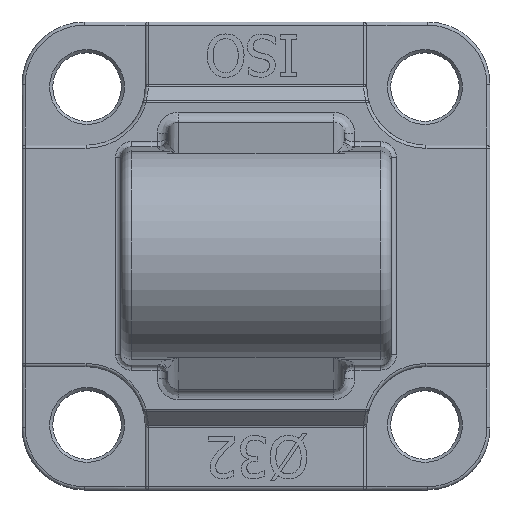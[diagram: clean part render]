
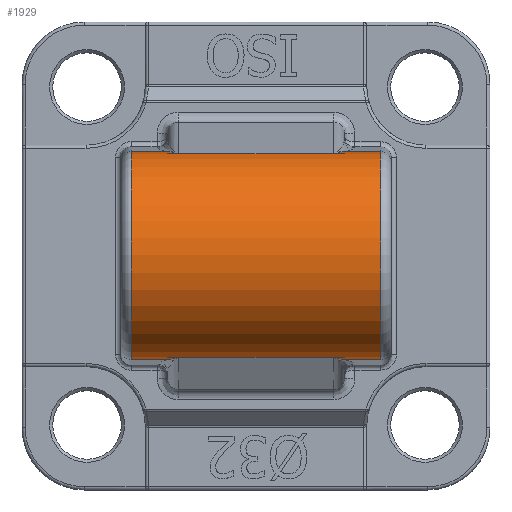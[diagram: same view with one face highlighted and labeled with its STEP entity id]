
A CAD part, top view. The second image highlights one B-rep face of the part: STEP entity #1929.
In plain terms, the highlighted cylindrical face has radius 10 mm (diameter 20 mm), a partial arc.
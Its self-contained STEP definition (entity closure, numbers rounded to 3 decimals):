
#1001=CARTESIAN_POINT('',(-12.0,9.993,22.379));
#1002=VERTEX_POINT('',#1001);
#1009=CARTESIAN_POINT('',(-8.291,9.993,22.379));
#1010=VERTEX_POINT('',#1009);
#1011=CARTESIAN_POINT('',(-12.0,9.993,22.379));
#1012=DIRECTION('',(1.0,0.0,0.0));
#1013=VECTOR('',#1012,3.709);
#1014=LINE('',#1011,#1013);
#1015=EDGE_CURVE('',#1010,#1002,#1014,.F.);
#1095=CARTESIAN_POINT('',(-12.0,-9.993,22.379));
#1096=VERTEX_POINT('',#1095);
#1128=CARTESIAN_POINT('',(-8.291,-9.993,22.379));
#1129=VERTEX_POINT('',#1128);
#1137=CARTESIAN_POINT('',(-12.0,-9.993,22.379));
#1138=DIRECTION('',(1.0,0.0,0.0));
#1139=VECTOR('',#1138,3.709);
#1140=LINE('',#1137,#1139);
#1141=EDGE_CURVE('',#1096,#1129,#1140,.T.);
#1523=CARTESIAN_POINT('',(12.0,-9.993,22.379));
#1524=VERTEX_POINT('',#1523);
#1531=CARTESIAN_POINT('',(8.291,-9.993,22.379));
#1532=VERTEX_POINT('',#1531);
#1533=CARTESIAN_POINT('',(8.291,-9.993,22.379));
#1534=DIRECTION('',(1.0,0.0,0.0));
#1535=VECTOR('',#1534,3.709);
#1536=LINE('',#1533,#1535);
#1537=EDGE_CURVE('',#1532,#1524,#1536,.T.);
#1617=CARTESIAN_POINT('',(12.0,9.993,22.379));
#1618=VERTEX_POINT('',#1617);
#1650=CARTESIAN_POINT('',(8.291,9.993,22.379));
#1651=VERTEX_POINT('',#1650);
#1659=CARTESIAN_POINT('',(8.291,9.993,22.379));
#1660=DIRECTION('',(1.0,0.0,0.0));
#1661=VECTOR('',#1660,3.709);
#1662=LINE('',#1659,#1661);
#1663=EDGE_CURVE('',#1651,#1618,#1662,.T.);
#1728=CARTESIAN_POINT('',(-7.5,9.78,24.087));
#1729=VERTEX_POINT('',#1728);
#1730=CARTESIAN_POINT('',(-8.291,9.993,22.379));
#1731=CARTESIAN_POINT('',(-8.039,9.971,22.953));
#1732=CARTESIAN_POINT('',(-7.771,9.9,23.521));
#1733=CARTESIAN_POINT('',(-7.503,9.781,24.081));
#1734=CARTESIAN_POINT('',(-7.502,9.78,24.084));
#1735=CARTESIAN_POINT('',(-7.5,9.78,24.087));
#1736=B_SPLINE_CURVE_WITH_KNOTS('',3,(#1730,#1731,#1732,#1733,#1734,#1735),.UNSPECIFIED.,.F.,.U.,(4,2,4),(-0.204,0.0,0.001),.UNSPECIFIED.);
#1737=EDGE_CURVE('',#1010,#1729,#1736,.T.);
#1790=CARTESIAN_POINT('',(0.0,0.0,22.0));
#1791=DIRECTION('',(1.0,0.0,0.0));
#1792=DIRECTION('',(0.0,0.999,0.038));
#1793=AXIS2_PLACEMENT_3D('',#1790,#1791,#1792);
#1794=CYLINDRICAL_SURFACE('',#1793,10.);
#1795=ORIENTED_EDGE('',*,*,#1737,.F.);
#1796=ORIENTED_EDGE('',*,*,#1015,.T.);
#1797=CARTESIAN_POINT('',(-12.0,0.0,22.0));
#1798=DIRECTION('',(-1.0,0.0,0.0));
#1799=DIRECTION('',(0.0,0.0,1.0));
#1800=AXIS2_PLACEMENT_3D('',#1797,#1798,#1799);
#1801=CIRCLE('',#1800,10.0);
#1802=EDGE_CURVE('',#1096,#1002,#1801,.T.);
#1803=ORIENTED_EDGE('',*,*,#1802,.F.);
#1804=ORIENTED_EDGE('',*,*,#1141,.T.);
#1805=CARTESIAN_POINT('',(-7.5,-9.78,24.087));
#1806=VERTEX_POINT('',#1805);
#1807=CARTESIAN_POINT('',(-7.5,-9.78,24.087));
#1808=CARTESIAN_POINT('',(-7.502,-9.78,24.084));
#1809=CARTESIAN_POINT('',(-7.503,-9.781,24.081));
#1810=CARTESIAN_POINT('',(-7.772,-9.9,23.521));
#1811=CARTESIAN_POINT('',(-8.039,-9.971,22.953));
#1812=CARTESIAN_POINT('',(-8.291,-9.993,22.379));
#1813=B_SPLINE_CURVE_WITH_KNOTS('',3,(#1807,#1808,#1809,#1810,#1811,#1812),.UNSPECIFIED.,.F.,.U.,(4,2,4),(-0.001,0.0,0.204),.UNSPECIFIED.);
#1814=EDGE_CURVE('',#1806,#1129,#1813,.T.);
#1815=ORIENTED_EDGE('',*,*,#1814,.F.);
#1816=CARTESIAN_POINT('',(-8.5,-9.78,24.087));
#1817=VERTEX_POINT('',#1816);
#1818=CARTESIAN_POINT('',(-8.5,-9.78,24.087));
#1819=DIRECTION('',(1.0,0.0,0.0));
#1820=VECTOR('',#1819,1.);
#1821=LINE('',#1818,#1820);
#1822=EDGE_CURVE('',#1817,#1806,#1821,.T.);
#1823=ORIENTED_EDGE('',*,*,#1822,.F.);
#1824=CARTESIAN_POINT('',(-8.5,-9.777,24.1));
#1825=VERTEX_POINT('',#1824);
#1826=CARTESIAN_POINT('',(-8.5,0.0,22.0));
#1827=DIRECTION('',(-1.0,0.0,0.0));
#1828=DIRECTION('',(0.0,0.999,0.038));
#1829=AXIS2_PLACEMENT_3D('',#1826,#1827,#1828);
#1830=CIRCLE('',#1829,10.);
#1831=EDGE_CURVE('',#1817,#1825,#1830,.T.);
#1832=ORIENTED_EDGE('',*,*,#1831,.T.);
#1833=CARTESIAN_POINT('',(8.5,-9.777,24.1));
#1834=VERTEX_POINT('',#1833);
#1835=CARTESIAN_POINT('',(-8.5,-9.777,24.1));
#1836=DIRECTION('',(1.0,0.0,0.0));
#1837=VECTOR('',#1836,17.);
#1838=LINE('',#1835,#1837);
#1839=EDGE_CURVE('',#1825,#1834,#1838,.T.);
#1840=ORIENTED_EDGE('',*,*,#1839,.T.);
#1841=CARTESIAN_POINT('',(8.5,-9.78,24.087));
#1842=VERTEX_POINT('',#1841);
#1843=CARTESIAN_POINT('',(8.5,0.0,22.0));
#1844=DIRECTION('',(1.0,0.0,0.0));
#1845=DIRECTION('',(0.0,0.999,0.038));
#1846=AXIS2_PLACEMENT_3D('',#1843,#1844,#1845);
#1847=CIRCLE('',#1846,10.);
#1848=EDGE_CURVE('',#1834,#1842,#1847,.T.);
#1849=ORIENTED_EDGE('',*,*,#1848,.T.);
#1850=CARTESIAN_POINT('',(7.5,-9.78,24.087));
#1851=VERTEX_POINT('',#1850);
#1852=CARTESIAN_POINT('',(7.5,-9.78,24.087));
#1853=DIRECTION('',(1.0,0.0,0.0));
#1854=VECTOR('',#1853,1.);
#1855=LINE('',#1852,#1854);
#1856=EDGE_CURVE('',#1851,#1842,#1855,.T.);
#1857=ORIENTED_EDGE('',*,*,#1856,.F.);
#1858=CARTESIAN_POINT('',(8.291,-9.993,22.379));
#1859=CARTESIAN_POINT('',(8.039,-9.971,22.953));
#1860=CARTESIAN_POINT('',(7.771,-9.9,23.521));
#1861=CARTESIAN_POINT('',(7.503,-9.781,24.081));
#1862=CARTESIAN_POINT('',(7.502,-9.78,24.084));
#1863=CARTESIAN_POINT('',(7.5,-9.78,24.087));
#1864=B_SPLINE_CURVE_WITH_KNOTS('',3,(#1858,#1859,#1860,#1861,#1862,#1863),.UNSPECIFIED.,.F.,.U.,(4,2,4),(-0.204,0.0,0.001),.UNSPECIFIED.);
#1865=EDGE_CURVE('',#1532,#1851,#1864,.T.);
#1866=ORIENTED_EDGE('',*,*,#1865,.F.);
#1867=ORIENTED_EDGE('',*,*,#1537,.T.);
#1868=CARTESIAN_POINT('',(12.0,0.0,22.0));
#1869=DIRECTION('',(1.0,0.0,0.0));
#1870=DIRECTION('',(0.0,0.0,1.0));
#1871=AXIS2_PLACEMENT_3D('',#1868,#1869,#1870);
#1872=CIRCLE('',#1871,10.0);
#1873=EDGE_CURVE('',#1618,#1524,#1872,.T.);
#1874=ORIENTED_EDGE('',*,*,#1873,.F.);
#1875=ORIENTED_EDGE('',*,*,#1663,.F.);
#1876=CARTESIAN_POINT('',(7.5,9.78,24.087));
#1877=VERTEX_POINT('',#1876);
#1878=CARTESIAN_POINT('',(7.5,9.78,24.087));
#1879=CARTESIAN_POINT('',(7.502,9.78,24.084));
#1880=CARTESIAN_POINT('',(7.503,9.781,24.081));
#1881=CARTESIAN_POINT('',(7.772,9.9,23.521));
#1882=CARTESIAN_POINT('',(8.039,9.971,22.953));
#1883=CARTESIAN_POINT('',(8.291,9.993,22.379));
#1884=B_SPLINE_CURVE_WITH_KNOTS('',3,(#1878,#1879,#1880,#1881,#1882,#1883),.UNSPECIFIED.,.F.,.U.,(4,2,4),(-0.001,0.0,0.204),.UNSPECIFIED.);
#1885=EDGE_CURVE('',#1877,#1651,#1884,.T.);
#1886=ORIENTED_EDGE('',*,*,#1885,.F.);
#1887=CARTESIAN_POINT('',(8.5,9.78,24.087));
#1888=VERTEX_POINT('',#1887);
#1889=CARTESIAN_POINT('',(7.5,9.78,24.087));
#1890=DIRECTION('',(1.0,0.0,0.0));
#1891=VECTOR('',#1890,1.);
#1892=LINE('',#1889,#1891);
#1893=EDGE_CURVE('',#1877,#1888,#1892,.T.);
#1894=ORIENTED_EDGE('',*,*,#1893,.T.);
#1895=CARTESIAN_POINT('',(8.5,9.777,24.1));
#1896=VERTEX_POINT('',#1895);
#1897=CARTESIAN_POINT('',(8.5,0.0,22.0));
#1898=DIRECTION('',(1.0,0.0,0.0));
#1899=DIRECTION('',(0.0,0.999,0.038));
#1900=AXIS2_PLACEMENT_3D('',#1897,#1898,#1899);
#1901=CIRCLE('',#1900,10.);
#1902=EDGE_CURVE('',#1888,#1896,#1901,.T.);
#1903=ORIENTED_EDGE('',*,*,#1902,.T.);
#1904=CARTESIAN_POINT('',(-8.5,9.777,24.1));
#1905=VERTEX_POINT('',#1904);
#1906=CARTESIAN_POINT('',(8.5,9.777,24.1));
#1907=DIRECTION('',(-1.0,0.0,0.0));
#1908=VECTOR('',#1907,17.);
#1909=LINE('',#1906,#1908);
#1910=EDGE_CURVE('',#1896,#1905,#1909,.T.);
#1911=ORIENTED_EDGE('',*,*,#1910,.T.);
#1912=CARTESIAN_POINT('',(-8.5,9.78,24.087));
#1913=VERTEX_POINT('',#1912);
#1914=CARTESIAN_POINT('',(-8.5,0.0,22.0));
#1915=DIRECTION('',(-1.0,0.0,0.0));
#1916=DIRECTION('',(0.0,0.999,0.038));
#1917=AXIS2_PLACEMENT_3D('',#1914,#1915,#1916);
#1918=CIRCLE('',#1917,10.);
#1919=EDGE_CURVE('',#1905,#1913,#1918,.T.);
#1920=ORIENTED_EDGE('',*,*,#1919,.T.);
#1921=CARTESIAN_POINT('',(-8.5,9.78,24.087));
#1922=DIRECTION('',(1.0,0.0,0.0));
#1923=VECTOR('',#1922,1.);
#1924=LINE('',#1921,#1923);
#1925=EDGE_CURVE('',#1913,#1729,#1924,.T.);
#1926=ORIENTED_EDGE('',*,*,#1925,.T.);
#1927=EDGE_LOOP('',(#1795,#1796,#1803,#1804,#1815,#1823,#1832,#1840,#1849,#1857,#1866,#1867,#1874,#1875,#1886,#1894,#1903,#1911,#1920,#1926));
#1928=FACE_OUTER_BOUND('',#1927,.T.);
#1929=ADVANCED_FACE('',(#1928),#1794,.T.);
